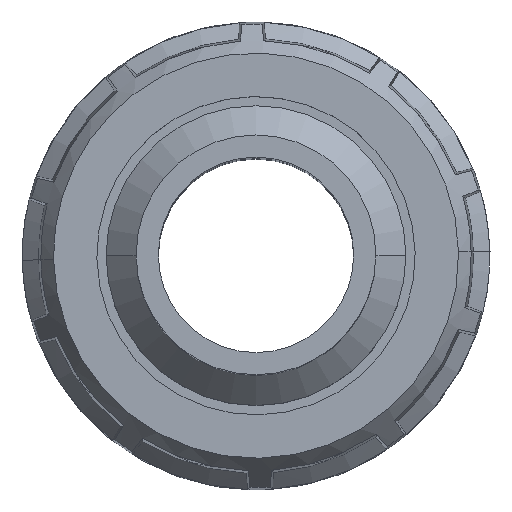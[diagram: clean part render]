
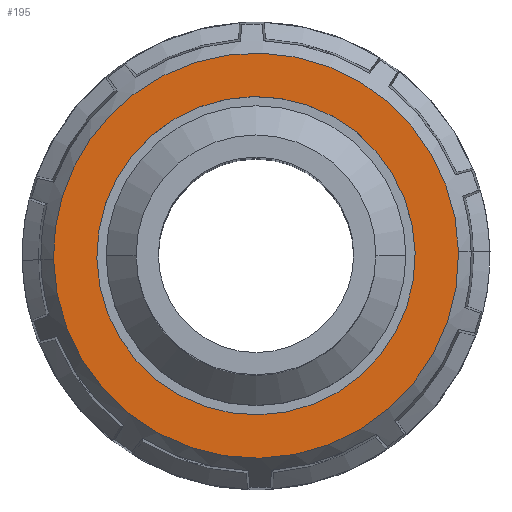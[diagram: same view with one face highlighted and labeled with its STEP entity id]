
A CAD part, top view. The second image highlights one B-rep face of the part: STEP entity #195.
In plain terms, the highlighted planar face has unit normal (0, 0, 1).
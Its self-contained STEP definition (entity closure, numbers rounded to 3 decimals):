
#195=ADVANCED_FACE('',(#422,#423),#424,.T.);
#422=FACE_OUTER_BOUND('',#690,.T.);
#423=FACE_BOUND('',#691,.T.);
#424=PLANE('',#692);
#690=EDGE_LOOP('',(#1141,#1142,#1143));
#691=EDGE_LOOP('',(#1144,#1145));
#692=AXIS2_PLACEMENT_3D('',#1146,#1147,#1148);
#1141=ORIENTED_EDGE('',*,*,#1707,.F.);
#1142=ORIENTED_EDGE('',*,*,#1708,.F.);
#1143=ORIENTED_EDGE('',*,*,#1637,.F.);
#1144=ORIENTED_EDGE('',*,*,#1632,.F.);
#1145=ORIENTED_EDGE('',*,*,#1709,.F.);
#1146=CARTESIAN_POINT('',(26.677,74.343,-59.562));
#1147=DIRECTION('',(0.,0.,1.0));
#1148=DIRECTION('',(-1.,-0.018,0.));
#1632=EDGE_CURVE('',#1943,#1946,#1947,.T.);
#1637=EDGE_CURVE('',#1952,#1955,#1956,.T.);
#1707=EDGE_CURVE('',#2071,#1952,#2072,.T.);
#1708=EDGE_CURVE('',#1955,#2071,#2073,.T.);
#1709=EDGE_CURVE('',#1946,#1943,#2074,.T.);
#1943=VERTEX_POINT('',#2374);
#1946=VERTEX_POINT('',#2378);
#1947=CIRCLE('',#2379,26.55);
#1952=VERTEX_POINT('',#2385);
#1955=VERTEX_POINT('',#2389);
#1956=CIRCLE('',#2390,33.787);
#2071=VERTEX_POINT('',#2648);
#2072=CIRCLE('',#2649,33.787);
#2073=CIRCLE('',#2650,33.787);
#2074=CIRCLE('',#2651,26.55);
#2374=CARTESIAN_POINT('',(23.059,74.277,-59.562));
#2378=CARTESIAN_POINT('',(-30.032,73.313,-59.562));
#2379=AXIS2_PLACEMENT_3D('',#3244,#3245,#3246);
#2385=CARTESIAN_POINT('',(30.295,74.408,-59.562));
#2389=CARTESIAN_POINT('',(-37.268,73.182,-59.562));
#2390=AXIS2_PLACEMENT_3D('',#3252,#3253,#3254);
#2648=CARTESIAN_POINT('',(-23.839,100.764,-59.562));
#2649=AXIS2_PLACEMENT_3D('',#3341,#3342,#3343);
#2650=AXIS2_PLACEMENT_3D('',#3344,#3345,#3346);
#2651=AXIS2_PLACEMENT_3D('',#3347,#3348,#3349);
#3244=CARTESIAN_POINT('',(-3.487,73.795,-59.562));
#3245=DIRECTION('',(0.,0.,1.0));
#3246=DIRECTION('',(1.,0.018,0.));
#3252=CARTESIAN_POINT('',(-3.487,73.795,-59.562));
#3253=DIRECTION('',(0.,0.,-1.0));
#3254=DIRECTION('',(-0.602,0.798,0.));
#3341=CARTESIAN_POINT('',(-3.487,73.795,-59.562));
#3342=DIRECTION('',(0.,0.,-1.0));
#3343=DIRECTION('',(-0.602,0.798,0.));
#3344=CARTESIAN_POINT('',(-3.487,73.795,-59.562));
#3345=DIRECTION('',(0.,0.,-1.0));
#3346=DIRECTION('',(-0.602,0.798,0.));
#3347=CARTESIAN_POINT('',(-3.487,73.795,-59.562));
#3348=DIRECTION('',(0.,0.,1.0));
#3349=DIRECTION('',(1.,0.018,0.));
